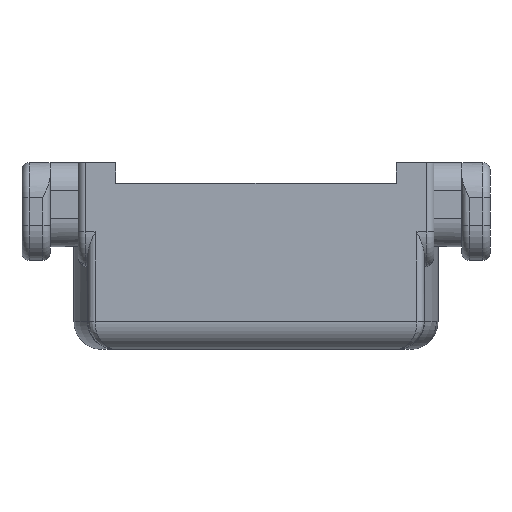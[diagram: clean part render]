
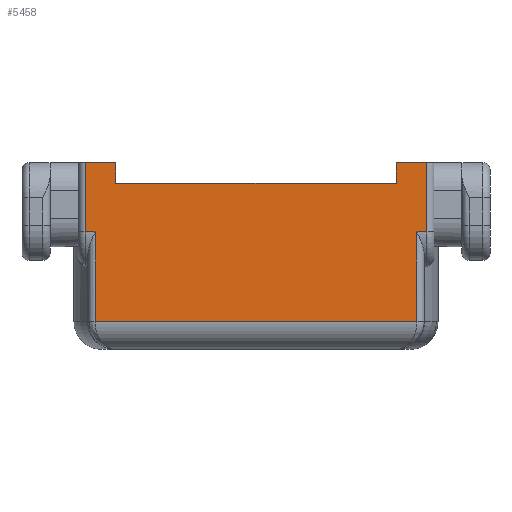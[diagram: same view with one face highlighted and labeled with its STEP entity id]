
A CAD part, front view. The second image highlights one B-rep face of the part: STEP entity #5458.
In plain terms, the highlighted planar face has unit normal (0, -1, 0).
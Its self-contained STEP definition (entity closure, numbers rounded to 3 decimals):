
#8 = ORIENTED_EDGE ( 'NONE', *, *, #52, .T. ) ;
#17 = CARTESIAN_POINT ( 'NONE',  ( 2.552, -3.43, -0.38 ) ) ;
#52 = EDGE_CURVE ( 'NONE', #4155, #5724, #3121, .T. ) ;
#243 = PLANE ( 'NONE',  #2890 ) ;
#258 = ORIENTED_EDGE ( 'NONE', *, *, #6465, .T. ) ;
#419 = CARTESIAN_POINT ( 'NONE',  ( 3.06, -3.43, -1.26 ) ) ;
#446 = CARTESIAN_POINT ( 'NONE',  ( -3.11, -3.43, -3.4 ) ) ;
#533 = CARTESIAN_POINT ( 'NONE',  ( -2.93, -3.43, -2.89 ) ) ;
#619 = CARTESIAN_POINT ( 'NONE',  ( -2.552, -3.43, -0.38 ) ) ;
#796 = DIRECTION ( 'NONE',  ( 0., 0., -1. ) ) ;
#1044 = VECTOR ( 'NONE', #1442, 1000. ) ;
#1047 = VERTEX_POINT ( 'NONE', #2692 ) ;
#1338 = EDGE_CURVE ( 'NONE', #3963, #6000, #1743, .T. ) ;
#1402 = EDGE_LOOP ( 'NONE', ( #2952, #8, #2280, #8540, #8128, #8816, #258, #5230, #3636, #6948, #3373, #8804 ) ) ;
#1442 = DIRECTION ( 'NONE',  ( 1., 0., 0. ) ) ;
#1444 = EDGE_CURVE ( 'NONE', #9089, #1047, #8172, .T. ) ;
#1537 = CARTESIAN_POINT ( 'NONE',  ( 3.11, -3.43, -3.4 ) ) ;
#1743 = LINE ( 'NONE', #1537, #8047 ) ;
#1964 = EDGE_CURVE ( 'NONE', #7653, #2176, #6691, .T. ) ;
#1967 = VECTOR ( 'NONE', #5351, 1000. ) ;
#2164 = CARTESIAN_POINT ( 'NONE',  ( -2.93, -3.43, -1.26 ) ) ;
#2176 = VERTEX_POINT ( 'NONE', #3755 ) ;
#2178 = VECTOR ( 'NONE', #5683, 1000. ) ;
#2280 = ORIENTED_EDGE ( 'NONE', *, *, #7428, .T. ) ;
#2475 = CARTESIAN_POINT ( 'NONE',  ( 2.93, -3.43, -3.4 ) ) ;
#2619 = DIRECTION ( 'NONE',  ( 0., 0., -1. ) ) ;
#2642 = VECTOR ( 'NONE', #6099, 1000. ) ;
#2692 = CARTESIAN_POINT ( 'NONE',  ( -2.552, -3.43, 0. ) ) ;
#2890 = AXIS2_PLACEMENT_3D ( 'NONE', #7503, #8898, #5289 ) ;
#2931 = CARTESIAN_POINT ( 'NONE',  ( -3.11, -3.43, -1.26 ) ) ;
#2952 = ORIENTED_EDGE ( 'NONE', *, *, #7021, .F. ) ;
#2976 = CARTESIAN_POINT ( 'NONE',  ( 0., -3.43, -2.89 ) ) ;
#3041 = CARTESIAN_POINT ( 'NONE',  ( 3.11, -3.43, 0. ) ) ;
#3081 = LINE ( 'NONE', #619, #3887 ) ;
#3121 = LINE ( 'NONE', #6345, #6839 ) ;
#3177 = VECTOR ( 'NONE', #2619, 1000. ) ;
#3373 = ORIENTED_EDGE ( 'NONE', *, *, #1338, .F. ) ;
#3591 = LINE ( 'NONE', #2976, #6624 ) ;
#3636 = ORIENTED_EDGE ( 'NONE', *, *, #1964, .F. ) ;
#3733 = CARTESIAN_POINT ( 'NONE',  ( 2.93, -3.43, -1.26 ) ) ;
#3755 = CARTESIAN_POINT ( 'NONE',  ( 2.93, -3.43, -2.89 ) ) ;
#3849 = EDGE_CURVE ( 'NONE', #2176, #8820, #3591, .T. ) ;
#3887 = VECTOR ( 'NONE', #4963, 1000. ) ;
#3963 = VERTEX_POINT ( 'NONE', #3041 ) ;
#4155 = VERTEX_POINT ( 'NONE', #6714 ) ;
#4363 = VECTOR ( 'NONE', #6896, 1000. ) ;
#4765 = VERTEX_POINT ( 'NONE', #2931 ) ;
#4963 = DIRECTION ( 'NONE',  ( 0., 0., 1. ) ) ;
#5230 = ORIENTED_EDGE ( 'NONE', *, *, #3849, .F. ) ;
#5244 = EDGE_CURVE ( 'NONE', #3963, #8623, #7645, .T. ) ;
#5289 = DIRECTION ( 'NONE',  ( -1., 0., 0. ) ) ;
#5351 = DIRECTION ( 'NONE',  ( -1., 0., 0. ) ) ;
#5458 = ADVANCED_FACE ( 'NONE', ( #6290 ), #243, .T. ) ;
#5479 = CARTESIAN_POINT ( 'NONE',  ( -3.06, -3.43, -1.26 ) ) ;
#5683 = DIRECTION ( 'NONE',  ( 0., 0., 1. ) ) ;
#5724 = VERTEX_POINT ( 'NONE', #6275 ) ;
#5798 = LINE ( 'NONE', #5479, #1967 ) ;
#5965 = CARTESIAN_POINT ( 'NONE',  ( -3.11, -3.43, 0. ) ) ;
#5989 = EDGE_CURVE ( 'NONE', #7653, #6000, #8882, .T. ) ;
#6000 = VERTEX_POINT ( 'NONE', #7682 ) ;
#6099 = DIRECTION ( 'NONE',  ( 0., 0., -1. ) ) ;
#6117 = LINE ( 'NONE', #446, #3177 ) ;
#6275 = CARTESIAN_POINT ( 'NONE',  ( -2.552, -3.43, -0.38 ) ) ;
#6290 = FACE_OUTER_BOUND ( 'NONE', #1402, .T. ) ;
#6345 = CARTESIAN_POINT ( 'NONE',  ( 0., -3.43, -0.38 ) ) ;
#6401 = CARTESIAN_POINT ( 'NONE',  ( 0., -3.43, 0. ) ) ;
#6465 = EDGE_CURVE ( 'NONE', #7942, #8820, #8182, .T. ) ;
#6542 = CARTESIAN_POINT ( 'NONE',  ( 0., -3.43, 0. ) ) ;
#6624 = VECTOR ( 'NONE', #7190, 1000. ) ;
#6691 = LINE ( 'NONE', #2475, #7611 ) ;
#6714 = CARTESIAN_POINT ( 'NONE',  ( 2.552, -3.43, -0.38 ) ) ;
#6798 = EDGE_CURVE ( 'NONE', #7942, #4765, #5798, .T. ) ;
#6824 = CARTESIAN_POINT ( 'NONE',  ( 2.552, -3.43, 0. ) ) ;
#6839 = VECTOR ( 'NONE', #7164, 1000. ) ;
#6896 = DIRECTION ( 'NONE',  ( 1., 0., 0. ) ) ;
#6948 = ORIENTED_EDGE ( 'NONE', *, *, #5989, .T. ) ;
#6959 = VECTOR ( 'NONE', #7229, 1000. ) ;
#7021 = EDGE_CURVE ( 'NONE', #4155, #8623, #7498, .T. ) ;
#7164 = DIRECTION ( 'NONE',  ( -1., 0., 0. ) ) ;
#7190 = DIRECTION ( 'NONE',  ( -1., 0., 0. ) ) ;
#7229 = DIRECTION ( 'NONE',  ( -1., 0., 0. ) ) ;
#7428 = EDGE_CURVE ( 'NONE', #5724, #1047, #3081, .T. ) ;
#7498 = LINE ( 'NONE', #17, #2178 ) ;
#7503 = CARTESIAN_POINT ( 'NONE',  ( 0., -3.43, -3.4 ) ) ;
#7611 = VECTOR ( 'NONE', #8965, 1000. ) ;
#7645 = LINE ( 'NONE', #6401, #6959 ) ;
#7653 = VERTEX_POINT ( 'NONE', #3733 ) ;
#7682 = CARTESIAN_POINT ( 'NONE',  ( 3.11, -3.43, -1.26 ) ) ;
#7942 = VERTEX_POINT ( 'NONE', #2164 ) ;
#8047 = VECTOR ( 'NONE', #796, 1000. ) ;
#8128 = ORIENTED_EDGE ( 'NONE', *, *, #8730, .T. ) ;
#8172 = LINE ( 'NONE', #6542, #1044 ) ;
#8176 = CARTESIAN_POINT ( 'NONE',  ( -2.93, -3.43, -3.4 ) ) ;
#8182 = LINE ( 'NONE', #8176, #2642 ) ;
#8540 = ORIENTED_EDGE ( 'NONE', *, *, #1444, .F. ) ;
#8623 = VERTEX_POINT ( 'NONE', #6824 ) ;
#8730 = EDGE_CURVE ( 'NONE', #9089, #4765, #6117, .T. ) ;
#8804 = ORIENTED_EDGE ( 'NONE', *, *, #5244, .T. ) ;
#8816 = ORIENTED_EDGE ( 'NONE', *, *, #6798, .F. ) ;
#8820 = VERTEX_POINT ( 'NONE', #533 ) ;
#8882 = LINE ( 'NONE', #419, #4363 ) ;
#8898 = DIRECTION ( 'NONE',  ( 0., -1., 0. ) ) ;
#8965 = DIRECTION ( 'NONE',  ( 0., 0., -1. ) ) ;
#9089 = VERTEX_POINT ( 'NONE', #5965 ) ;
